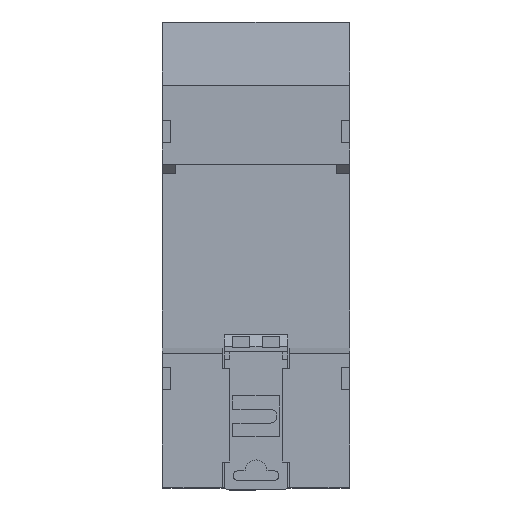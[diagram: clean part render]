
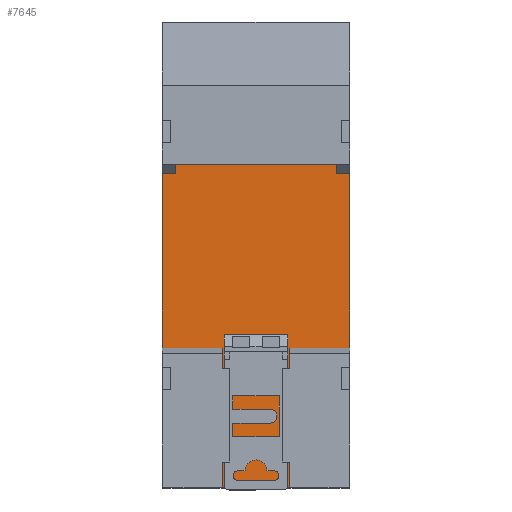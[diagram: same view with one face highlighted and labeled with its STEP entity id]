
A CAD part, top view. The second image highlights one B-rep face of the part: STEP entity #7645.
In plain terms, the highlighted planar face has unit normal (0, 0, 1).
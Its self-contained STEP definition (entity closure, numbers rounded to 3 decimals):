
#540 = VECTOR ( 'NONE', #12168, 1000. ) ;
#711 = EDGE_CURVE ( 'NONE', #2718, #991, #9512, .T. ) ;
#954 = DIRECTION ( 'NONE',  ( 0., -1., 0. ) ) ;
#977 = DIRECTION ( 'NONE',  ( 0., 0., -1. ) ) ;
#991 = VERTEX_POINT ( 'NONE', #12046 ) ;
#1396 = CARTESIAN_POINT ( 'NONE',  ( 6.5, 0., -5. ) ) ;
#1646 = EDGE_CURVE ( 'NONE', #2718, #17906, #9924, .T. ) ;
#2038 = DIRECTION ( 'NONE',  ( 0., 1., 0. ) ) ;
#2181 = CARTESIAN_POINT ( 'NONE',  ( 4.25, 0., -5. ) ) ;
#2718 = VERTEX_POINT ( 'NONE', #18620 ) ;
#2882 = CARTESIAN_POINT ( 'NONE',  ( 6.5, 27., -5. ) ) ;
#3133 = ORIENTED_EDGE ( 'NONE', *, *, #15172, .T. ) ;
#3134 = VECTOR ( 'NONE', #11578, 1000. ) ;
#3156 = DIRECTION ( 'NONE',  ( 1., 0., 0. ) ) ;
#3718 = LINE ( 'NONE', #2181, #11947 ) ;
#3771 = CARTESIAN_POINT ( 'NONE',  ( -6.5, 0., -5. ) ) ;
#3844 = ORIENTED_EDGE ( 'NONE', *, *, #711, .T. ) ;
#4155 = ORIENTED_EDGE ( 'NONE', *, *, #12748, .F. ) ;
#4207 = VERTEX_POINT ( 'NONE', #15403 ) ;
#4332 = EDGE_CURVE ( 'NONE', #4369, #6126, #6830, .T. ) ;
#4369 = VERTEX_POINT ( 'NONE', #16013 ) ;
#4859 = VERTEX_POINT ( 'NONE', #8192 ) ;
#4989 = DIRECTION ( 'NONE',  ( -1., 0., 0. ) ) ;
#5103 = LINE ( 'NONE', #17815, #16741 ) ;
#5288 = DIRECTION ( 'NONE',  ( -1., 0., 0. ) ) ;
#5561 = EDGE_CURVE ( 'NONE', #18794, #16926, #16217, .T. ) ;
#5713 = CARTESIAN_POINT ( 'NONE',  ( -6.5, 0., -5. ) ) ;
#5721 = DIRECTION ( 'NONE',  ( 1., 0., 0. ) ) ;
#5828 = EDGE_CURVE ( 'NONE', #4369, #18887, #10984, .T. ) ;
#6126 = VERTEX_POINT ( 'NONE', #5713 ) ;
#6288 = VECTOR ( 'NONE', #20337, 1000. ) ;
#6830 = LINE ( 'NONE', #11263, #14958 ) ;
#6848 = ORIENTED_EDGE ( 'NONE', *, *, #4332, .T. ) ;
#7092 = CARTESIAN_POINT ( 'NONE',  ( 18.1, 27., -5. ) ) ;
#7289 = LINE ( 'NONE', #7092, #11424 ) ;
#7645 = ADVANCED_FACE ( 'NONE', ( #19460 ), #12968, .F. ) ;
#7735 = LINE ( 'NONE', #14054, #6288 ) ;
#8192 = CARTESIAN_POINT ( 'NONE',  ( 18.1, 62.5, -5. ) ) ;
#8380 = CARTESIAN_POINT ( 'NONE',  ( 18.1, 27., -5. ) ) ;
#8707 = ORIENTED_EDGE ( 'NONE', *, *, #17979, .T. ) ;
#9263 = EDGE_CURVE ( 'NONE', #4859, #4207, #16040, .T. ) ;
#9512 = LINE ( 'NONE', #15837, #10219 ) ;
#9692 = DIRECTION ( 'NONE',  ( 0., -1., 0. ) ) ;
#9915 = VECTOR ( 'NONE', #954, 1000. ) ;
#9924 = LINE ( 'NONE', #15931, #15546 ) ;
#9987 = EDGE_CURVE ( 'NONE', #6126, #17906, #7735, .T. ) ;
#10196 = EDGE_CURVE ( 'NONE', #991, #14619, #3718, .T. ) ;
#10219 = VECTOR ( 'NONE', #3156, 1000. ) ;
#10484 = DIRECTION ( 'NONE',  ( 0., -1., 0. ) ) ;
#10984 = LINE ( 'NONE', #17286, #540 ) ;
#11263 = CARTESIAN_POINT ( 'NONE',  ( -6.5, 0., -5. ) ) ;
#11352 = CARTESIAN_POINT ( 'NONE',  ( -18.1, 27., -5. ) ) ;
#11424 = VECTOR ( 'NONE', #10484, 1000. ) ;
#11454 = CARTESIAN_POINT ( 'NONE',  ( -4.25, 0., -5. ) ) ;
#11476 = CARTESIAN_POINT ( 'NONE',  ( 18.1, 27., -5. ) ) ;
#11508 = CARTESIAN_POINT ( 'NONE',  ( 18.1, 62.5, -5. ) ) ;
#11578 = DIRECTION ( 'NONE',  ( -1., 0., 0. ) ) ;
#11860 = CARTESIAN_POINT ( 'NONE',  ( -18.1, 27., -5. ) ) ;
#11947 = VECTOR ( 'NONE', #13216, 1000. ) ;
#11996 = ORIENTED_EDGE ( 'NONE', *, *, #13077, .T. ) ;
#12046 = CARTESIAN_POINT ( 'NONE',  ( 4.25, 1., -5. ) ) ;
#12168 = DIRECTION ( 'NONE',  ( -1., 0., 0. ) ) ;
#12308 = CARTESIAN_POINT ( 'NONE',  ( 18.1, 27., -5. ) ) ;
#12748 = EDGE_CURVE ( 'NONE', #4859, #18794, #7289, .T. ) ;
#12968 = PLANE ( 'NONE',  #18036 ) ;
#13077 = EDGE_CURVE ( 'NONE', #14619, #14363, #19462, .T. ) ;
#13216 = DIRECTION ( 'NONE',  ( 0., -1., 0. ) ) ;
#14054 = CARTESIAN_POINT ( 'NONE',  ( -6.5, 0., -5. ) ) ;
#14156 = ORIENTED_EDGE ( 'NONE', *, *, #9987, .T. ) ;
#14360 = ORIENTED_EDGE ( 'NONE', *, *, #9263, .T. ) ;
#14363 = VERTEX_POINT ( 'NONE', #1396 ) ;
#14619 = VERTEX_POINT ( 'NONE', #19814 ) ;
#14958 = VECTOR ( 'NONE', #9692, 1000. ) ;
#14971 = ORIENTED_EDGE ( 'NONE', *, *, #10196, .T. ) ;
#15067 = VECTOR ( 'NONE', #5721, 1000. ) ;
#15172 = EDGE_CURVE ( 'NONE', #14363, #16926, #5103, .T. ) ;
#15318 = EDGE_LOOP ( 'NONE', ( #16771, #3844, #14971, #11996, #3133, #17471, #4155, #14360, #8707, #17549, #6848, #14156 ) ) ;
#15403 = CARTESIAN_POINT ( 'NONE',  ( -18.1, 62.5, -5. ) ) ;
#15546 = VECTOR ( 'NONE', #19129, 1000. ) ;
#15837 = CARTESIAN_POINT ( 'NONE',  ( -4.25, 1., -5. ) ) ;
#15931 = CARTESIAN_POINT ( 'NONE',  ( -4.25, 0., -5. ) ) ;
#16013 = CARTESIAN_POINT ( 'NONE',  ( -6.5, 27., -5. ) ) ;
#16040 = LINE ( 'NONE', #11508, #17422 ) ;
#16217 = LINE ( 'NONE', #11476, #3134 ) ;
#16741 = VECTOR ( 'NONE', #2038, 1000. ) ;
#16771 = ORIENTED_EDGE ( 'NONE', *, *, #1646, .F. ) ;
#16926 = VERTEX_POINT ( 'NONE', #2882 ) ;
#17286 = CARTESIAN_POINT ( 'NONE',  ( 18.1, 27., -5. ) ) ;
#17422 = VECTOR ( 'NONE', #4989, 1000. ) ;
#17471 = ORIENTED_EDGE ( 'NONE', *, *, #5561, .F. ) ;
#17549 = ORIENTED_EDGE ( 'NONE', *, *, #5828, .F. ) ;
#17815 = CARTESIAN_POINT ( 'NONE',  ( 6.5, 0., -5. ) ) ;
#17906 = VERTEX_POINT ( 'NONE', #11454 ) ;
#17979 = EDGE_CURVE ( 'NONE', #4207, #18887, #18449, .T. ) ;
#18036 = AXIS2_PLACEMENT_3D ( 'NONE', #8380, #977, #5288 ) ;
#18449 = LINE ( 'NONE', #11860, #9915 ) ;
#18620 = CARTESIAN_POINT ( 'NONE',  ( -4.25, 1., -5. ) ) ;
#18794 = VERTEX_POINT ( 'NONE', #12308 ) ;
#18887 = VERTEX_POINT ( 'NONE', #11352 ) ;
#19129 = DIRECTION ( 'NONE',  ( 0., -1., 0. ) ) ;
#19460 = FACE_OUTER_BOUND ( 'NONE', #15318, .T. ) ;
#19462 = LINE ( 'NONE', #3771, #15067 ) ;
#19814 = CARTESIAN_POINT ( 'NONE',  ( 4.25, 0., -5. ) ) ;
#20337 = DIRECTION ( 'NONE',  ( 1., 0., 0. ) ) ;
